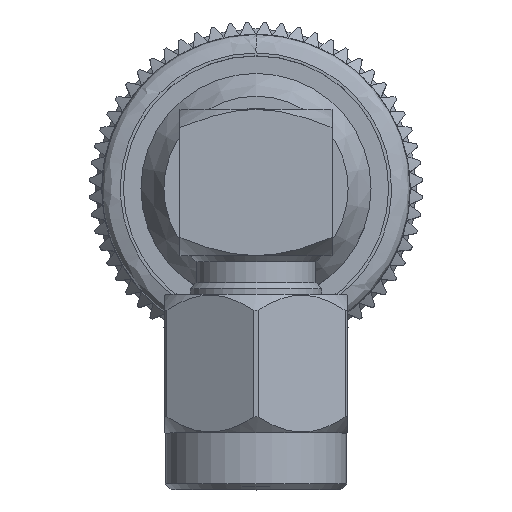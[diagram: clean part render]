
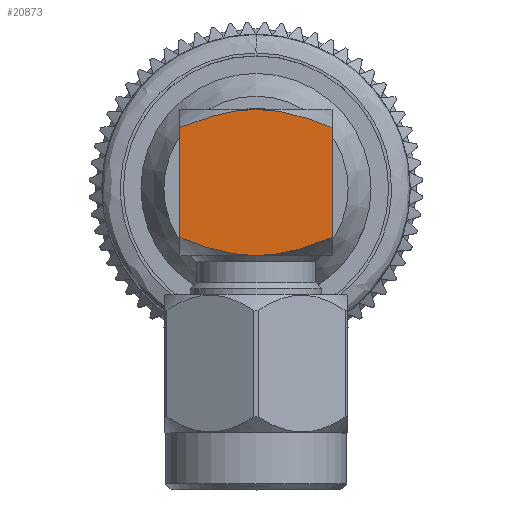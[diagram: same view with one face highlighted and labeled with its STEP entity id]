
A CAD part, top view. The second image highlights one B-rep face of the part: STEP entity #20873.
In plain terms, the highlighted face is planar.
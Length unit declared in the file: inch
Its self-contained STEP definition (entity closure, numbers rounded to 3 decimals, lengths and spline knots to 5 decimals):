
#701 = CARTESIAN_POINT ( 'NONE',  ( -0.13, 0.09391, 0.13 ) ) ;
#756 = CARTESIAN_POINT ( 'NONE',  ( -0.13, -0.125, -0.13 ) ) ;
#875 = EDGE_LOOP ( 'NONE', ( #25356, #15027, #20059, #5571, #2513, #22219 ) ) ;
#1412 = CARTESIAN_POINT ( 'NONE',  ( -0.13, -0.10239, -0.10924 ) ) ;
#2020 = FACE_OUTER_BOUND ( 'NONE', #875, .T. ) ;
#2225 = CARTESIAN_POINT ( 'NONE',  ( -0.13, 0.12093, -0.04469 ) ) ;
#2513 = ORIENTED_EDGE ( 'NONE', *, *, #3821, .T. ) ;
#2674 = LINE ( 'NONE', #7410, #21221 ) ;
#2985 = AXIS2_PLACEMENT_3D ( 'NONE', #21415, #9485, #25328 ) ;
#3821 = EDGE_CURVE ( 'NONE', #6620, #5934, #11146, .T. ) ;
#3985 = CARTESIAN_POINT ( 'NONE',  ( -0.13, 0.11009, -0.08803 ) ) ;
#4873 = B_SPLINE_CURVE_WITH_KNOTS ( 'NONE', 3,
 ( #7773, #9843, #3985, #10012, #2225, #6061, #6144, #12069 ),
 .UNSPECIFIED., .F., .F.,
 ( 4, 2, 2, 4 ),
 ( 0.00373, 0.00543, 0.00629, 0.00714 ),
 .UNSPECIFIED. ) ;
#5571 = ORIENTED_EDGE ( 'NONE', *, *, #22288, .F. ) ;
#5722 = CARTESIAN_POINT ( 'NONE',  ( -0.13, 0.1024, 0.10921 ) ) ;
#5934 = VERTEX_POINT ( 'NONE', #8686 ) ;
#6061 = CARTESIAN_POINT ( 'NONE',  ( -0.13, 0.12413, -0.02252 ) ) ;
#6144 = CARTESIAN_POINT ( 'NONE',  ( -0.13, 0.125, -0.01117 ) ) ;
#6543 = VECTOR ( 'NONE', #6553, 39.37008 ) ;
#6553 = DIRECTION ( 'NONE',  ( 0., -1., 0. ) ) ;
#6620 = VERTEX_POINT ( 'NONE', #24246 ) ;
#6964 = CARTESIAN_POINT ( 'NONE',  ( -0.13, -0.11861, -0.05561 ) ) ;
#7029 = VERTEX_POINT ( 'NONE', #701 ) ;
#7410 = CARTESIAN_POINT ( 'NONE',  ( -0.13, -0.125, 0.13 ) ) ;
#7773 = CARTESIAN_POINT ( 'NONE',  ( -0.13, 0.09391, -0.13 ) ) ;
#7805 = CARTESIAN_POINT ( 'NONE',  ( -0.13, -0.1215, 0.04454 ) ) ;
#8349 = CARTESIAN_POINT ( 'NONE',  ( -0.13, -0.09391, 0.13 ) ) ;
#8550 = CARTESIAN_POINT ( 'NONE',  ( -0.13, 0.125, 0. ) ) ;
#8686 = CARTESIAN_POINT ( 'NONE',  ( -0.13, -0.09391, -0.13 ) ) ;
#9116 = CARTESIAN_POINT ( 'NONE',  ( -0.13, -0.125, 0. ) ) ;
#9485 = DIRECTION ( 'NONE',  ( 1., 0., 0. ) ) ;
#9786 = CARTESIAN_POINT ( 'NONE',  ( -0.13, -0.125, 0. ) ) ;
#9843 = CARTESIAN_POINT ( 'NONE',  ( -0.13, 0.10239, -0.10924 ) ) ;
#9876 = CARTESIAN_POINT ( 'NONE',  ( -0.13, -0.11016, 0.08785 ) ) ;
#10012 = CARTESIAN_POINT ( 'NONE',  ( -0.13, 0.11861, -0.05561 ) ) ;
#10427 = B_SPLINE_CURVE_WITH_KNOTS ( 'NONE', 3,
 ( #9116, #17076, #14994, #18952, #6964, #24867, #1412, #11008 ),
 .UNSPECIFIED., .F., .F.,
 ( 4, 2, 2, 4 ),
 ( 0.01199, 0.01283, 0.01368, 0.01537 ),
 .UNSPECIFIED. ) ;
#10656 = EDGE_CURVE ( 'NONE', #22537, #5934, #10427, .T. ) ;
#11008 = CARTESIAN_POINT ( 'NONE',  ( -0.13, -0.09391, -0.13 ) ) ;
#11146 = LINE ( 'NONE', #756, #6543 ) ;
#11590 = B_SPLINE_CURVE_WITH_KNOTS ( 'NONE', 3,
 ( #15567, #11748, #15826, #17558, #5722, #17469 ),
 .UNSPECIFIED., .F., .F.,
 ( 4, 2, 4 ),
 ( 0.00714, 0.00886, 0.01059 ),
 .UNSPECIFIED. ) ;
#11748 = CARTESIAN_POINT ( 'NONE',  ( -0.13, 0.125, 0.02255 ) ) ;
#12013 = CARTESIAN_POINT ( 'NONE',  ( -0.13, -0.1024, 0.10921 ) ) ;
#12069 = CARTESIAN_POINT ( 'NONE',  ( -0.13, 0.125, 0. ) ) ;
#14811 = B_SPLINE_CURVE_WITH_KNOTS ( 'NONE', 3,
 ( #19634, #12013, #9876, #7805, #21803, #9786 ),
 .UNSPECIFIED., .F., .F.,
 ( 4, 2, 4 ),
 ( 0.00857, 0.01028, 0.01199 ),
 .UNSPECIFIED. ) ;
#14827 = VERTEX_POINT ( 'NONE', #8550 ) ;
#14994 = CARTESIAN_POINT ( 'NONE',  ( -0.13, -0.12413, -0.02252 ) ) ;
#15027 = ORIENTED_EDGE ( 'NONE', *, *, #20495, .F. ) ;
#15567 = CARTESIAN_POINT ( 'NONE',  ( -0.13, 0.125, 0. ) ) ;
#15826 = CARTESIAN_POINT ( 'NONE',  ( -0.13, 0.1215, 0.04454 ) ) ;
#17076 = CARTESIAN_POINT ( 'NONE',  ( -0.13, -0.125, -0.01117 ) ) ;
#17469 = CARTESIAN_POINT ( 'NONE',  ( -0.13, 0.09391, 0.13 ) ) ;
#17558 = CARTESIAN_POINT ( 'NONE',  ( -0.13, 0.11016, 0.08785 ) ) ;
#18952 = CARTESIAN_POINT ( 'NONE',  ( -0.13, -0.12093, -0.04469 ) ) ;
#19320 = PLANE ( 'NONE',  #2985 ) ;
#19634 = CARTESIAN_POINT ( 'NONE',  ( -0.13, -0.09391, 0.13 ) ) ;
#20059 = ORIENTED_EDGE ( 'NONE', *, *, #25576, .F. ) ;
#20495 = EDGE_CURVE ( 'NONE', #7029, #24380, #2674, .T. ) ;
#20873 = ADVANCED_FACE ( 'NONE', ( #2020 ), #19320, .F. ) ;
#21221 = VECTOR ( 'NONE', #23149, 39.37008 ) ;
#21415 = CARTESIAN_POINT ( 'NONE',  ( -0.13, -0.125, 0.13 ) ) ;
#21637 = EDGE_CURVE ( 'NONE', #24380, #22537, #14811, .T. ) ;
#21803 = CARTESIAN_POINT ( 'NONE',  ( -0.13, -0.125, 0.02255 ) ) ;
#22219 = ORIENTED_EDGE ( 'NONE', *, *, #10656, .F. ) ;
#22288 = EDGE_CURVE ( 'NONE', #6620, #14827, #4873, .T. ) ;
#22537 = VERTEX_POINT ( 'NONE', #24206 ) ;
#23149 = DIRECTION ( 'NONE',  ( 0., -1., 0. ) ) ;
#24206 = CARTESIAN_POINT ( 'NONE',  ( -0.13, -0.125, 0. ) ) ;
#24246 = CARTESIAN_POINT ( 'NONE',  ( -0.13, 0.09391, -0.13 ) ) ;
#24380 = VERTEX_POINT ( 'NONE', #8349 ) ;
#24867 = CARTESIAN_POINT ( 'NONE',  ( -0.13, -0.11009, -0.08803 ) ) ;
#25328 = DIRECTION ( 'NONE',  ( 0., 0., -1. ) ) ;
#25356 = ORIENTED_EDGE ( 'NONE', *, *, #21637, .F. ) ;
#25576 = EDGE_CURVE ( 'NONE', #14827, #7029, #11590, .T. ) ;
